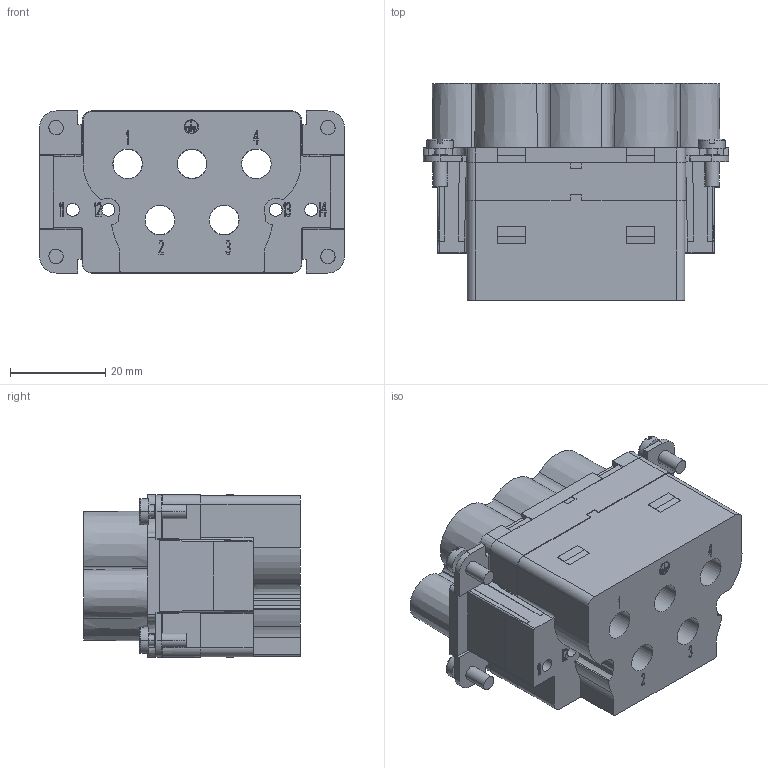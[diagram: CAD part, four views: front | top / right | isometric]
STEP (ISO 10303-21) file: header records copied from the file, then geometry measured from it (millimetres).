
FILE_DESCRIPTION((''),'2;1');
FILE_NAME('HK004-4M','2017-09-04T',('tl.yang'),(''),'PRO/ENGINEER BY PARAMETRIC TECHNOLOGY CORPORATION, 2011500','PRO/ENGINEER BY PARAMETRIC TECHNOLOGY CORPORATION, 2011500','');
FILE_SCHEMA(('CONFIG_CONTROL_DESIGN'));
Length unit declared in the file: millimetre
Products named in the file (1): HK004-4M
Bounding box: 64 x 45.5 x 34 mm (x, y, z)
Volume: 52206.5 mm3; surface area: 20315.9 mm2
Topology: 1 solids, 1 shells, 1069 faces, 3173 edges, 2173 vertices
Faces by surface type: plane 839, cylinder 129, cone 78, extrusion 14, torus 9
Entity records: 36812 total; most frequent: CARTESIAN_POINT 7676, ORIENTED_EDGE 6346, DIRECTION 5640, EDGE_CURVE 3173, VECTOR 2578, LINE 2564, VERTEX_POINT 2173, AXIS2_PLACEMENT_3D 1531
